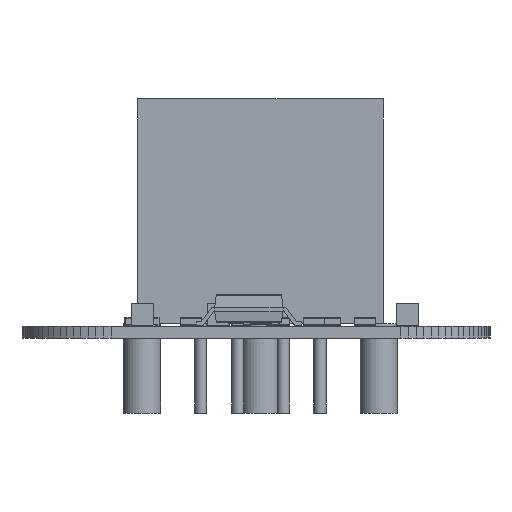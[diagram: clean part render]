
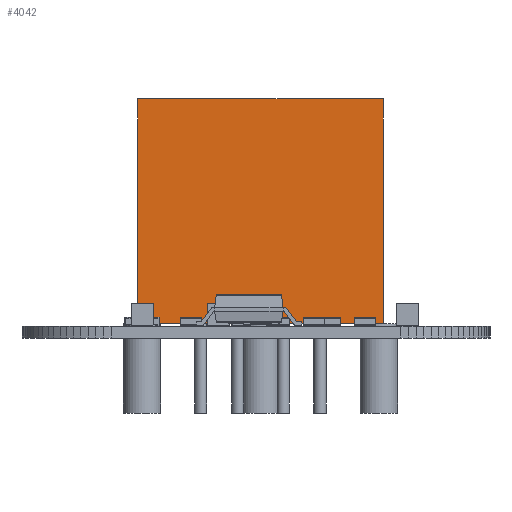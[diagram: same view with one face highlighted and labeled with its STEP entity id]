
A CAD part, front view. The second image highlights one B-rep face of the part: STEP entity #4042.
In plain terms, the highlighted planar face has unit normal (0, -1, 0).
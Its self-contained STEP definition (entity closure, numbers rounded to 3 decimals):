
#4042 = ADVANCED_FACE('',(#4043),#4057,.F.);
#4043 = FACE_BOUND('',#4044,.F.);
#4044 = EDGE_LOOP('',(#4045,#4080,#4108,#4136));
#4045 = ORIENTED_EDGE('',*,*,#4046,.T.);
#4046 = EDGE_CURVE('',#4047,#4049,#4051,.T.);
#4047 = VERTEX_POINT('',#4048);
#4048 = CARTESIAN_POINT('',(-8.3,-4.5,0.1));
#4049 = VERTEX_POINT('',#4050);
#4050 = CARTESIAN_POINT('',(-8.3,-4.5,12.9));
#4051 = SURFACE_CURVE('',#4052,(#4056,#4068),.PCURVE_S1.);
#4052 = LINE('',#4053,#4054);
#4053 = CARTESIAN_POINT('',(-8.3,-4.5,0.1));
#4054 = VECTOR('',#4055,1.);
#4055 = DIRECTION('',(0.,0.,1.));
#4056 = PCURVE('',#4057,#4062);
#4057 = PLANE('',#4058);
#4058 = AXIS2_PLACEMENT_3D('',#4059,#4060,#4061);
#4059 = CARTESIAN_POINT('',(-8.3,-4.5,0.1));
#4060 = DIRECTION('',(0.,1.,0.));
#4061 = DIRECTION('',(1.,0.,0.));
#4062 = DEFINITIONAL_REPRESENTATION('',(#4063),#4067);
#4063 = LINE('',#4064,#4065);
#4064 = CARTESIAN_POINT('',(0.,0.));
#4065 = VECTOR('',#4066,1.);
#4066 = DIRECTION('',(0.,-1.));
#4067 = ( GEOMETRIC_REPRESENTATION_CONTEXT(2) 
PARAMETRIC_REPRESENTATION_CONTEXT() REPRESENTATION_CONTEXT('2D SPACE',''
  ) );
#4068 = PCURVE('',#4069,#4074);
#4069 = PLANE('',#4070);
#4070 = AXIS2_PLACEMENT_3D('',#4071,#4072,#4073);
#4071 = CARTESIAN_POINT('',(-8.3,8.5,0.1));
#4072 = DIRECTION('',(1.,0.,0.));
#4073 = DIRECTION('',(0.,-1.,0.));
#4074 = DEFINITIONAL_REPRESENTATION('',(#4075),#4079);
#4075 = LINE('',#4076,#4077);
#4076 = CARTESIAN_POINT('',(13.,0.));
#4077 = VECTOR('',#4078,1.);
#4078 = DIRECTION('',(0.,-1.));
#4079 = ( GEOMETRIC_REPRESENTATION_CONTEXT(2) 
PARAMETRIC_REPRESENTATION_CONTEXT() REPRESENTATION_CONTEXT('2D SPACE',''
  ) );
#4080 = ORIENTED_EDGE('',*,*,#4081,.T.);
#4081 = EDGE_CURVE('',#4049,#4082,#4084,.T.);
#4082 = VERTEX_POINT('',#4083);
#4083 = CARTESIAN_POINT('',(5.7,-4.5,12.9));
#4084 = SURFACE_CURVE('',#4085,(#4089,#4096),.PCURVE_S1.);
#4085 = LINE('',#4086,#4087);
#4086 = CARTESIAN_POINT('',(-8.3,-4.5,12.9));
#4087 = VECTOR('',#4088,1.);
#4088 = DIRECTION('',(1.,0.,0.));
#4089 = PCURVE('',#4057,#4090);
#4090 = DEFINITIONAL_REPRESENTATION('',(#4091),#4095);
#4091 = LINE('',#4092,#4093);
#4092 = CARTESIAN_POINT('',(0.,-12.8));
#4093 = VECTOR('',#4094,1.);
#4094 = DIRECTION('',(1.,0.));
#4095 = ( GEOMETRIC_REPRESENTATION_CONTEXT(2) 
PARAMETRIC_REPRESENTATION_CONTEXT() REPRESENTATION_CONTEXT('2D SPACE',''
  ) );
#4096 = PCURVE('',#4097,#4102);
#4097 = PLANE('',#4098);
#4098 = AXIS2_PLACEMENT_3D('',#4099,#4100,#4101);
#4099 = CARTESIAN_POINT('',(-1.3,2.,12.9));
#4100 = DIRECTION('',(0.,0.,1.));
#4101 = DIRECTION('',(1.,0.,0.));
#4102 = DEFINITIONAL_REPRESENTATION('',(#4103),#4107);
#4103 = LINE('',#4104,#4105);
#4104 = CARTESIAN_POINT('',(-7.,-6.5));
#4105 = VECTOR('',#4106,1.);
#4106 = DIRECTION('',(1.,0.));
#4107 = ( GEOMETRIC_REPRESENTATION_CONTEXT(2) 
PARAMETRIC_REPRESENTATION_CONTEXT() REPRESENTATION_CONTEXT('2D SPACE',''
  ) );
#4108 = ORIENTED_EDGE('',*,*,#4109,.F.);
#4109 = EDGE_CURVE('',#4110,#4082,#4112,.T.);
#4110 = VERTEX_POINT('',#4111);
#4111 = CARTESIAN_POINT('',(5.7,-4.5,0.1));
#4112 = SURFACE_CURVE('',#4113,(#4117,#4124),.PCURVE_S1.);
#4113 = LINE('',#4114,#4115);
#4114 = CARTESIAN_POINT('',(5.7,-4.5,0.1));
#4115 = VECTOR('',#4116,1.);
#4116 = DIRECTION('',(0.,0.,1.));
#4117 = PCURVE('',#4057,#4118);
#4118 = DEFINITIONAL_REPRESENTATION('',(#4119),#4123);
#4119 = LINE('',#4120,#4121);
#4120 = CARTESIAN_POINT('',(14.,0.));
#4121 = VECTOR('',#4122,1.);
#4122 = DIRECTION('',(0.,-1.));
#4123 = ( GEOMETRIC_REPRESENTATION_CONTEXT(2) 
PARAMETRIC_REPRESENTATION_CONTEXT() REPRESENTATION_CONTEXT('2D SPACE',''
  ) );
#4124 = PCURVE('',#4125,#4130);
#4125 = PLANE('',#4126);
#4126 = AXIS2_PLACEMENT_3D('',#4127,#4128,#4129);
#4127 = CARTESIAN_POINT('',(5.7,-4.5,0.1));
#4128 = DIRECTION('',(-1.,0.,0.));
#4129 = DIRECTION('',(0.,1.,0.));
#4130 = DEFINITIONAL_REPRESENTATION('',(#4131),#4135);
#4131 = LINE('',#4132,#4133);
#4132 = CARTESIAN_POINT('',(0.,0.));
#4133 = VECTOR('',#4134,1.);
#4134 = DIRECTION('',(0.,-1.));
#4135 = ( GEOMETRIC_REPRESENTATION_CONTEXT(2) 
PARAMETRIC_REPRESENTATION_CONTEXT() REPRESENTATION_CONTEXT('2D SPACE',''
  ) );
#4136 = ORIENTED_EDGE('',*,*,#4137,.F.);
#4137 = EDGE_CURVE('',#4047,#4110,#4138,.T.);
#4138 = SURFACE_CURVE('',#4139,(#4143,#4150),.PCURVE_S1.);
#4139 = LINE('',#4140,#4141);
#4140 = CARTESIAN_POINT('',(-8.3,-4.5,0.1));
#4141 = VECTOR('',#4142,1.);
#4142 = DIRECTION('',(1.,0.,0.));
#4143 = PCURVE('',#4057,#4144);
#4144 = DEFINITIONAL_REPRESENTATION('',(#4145),#4149);
#4145 = LINE('',#4146,#4147);
#4146 = CARTESIAN_POINT('',(0.,0.));
#4147 = VECTOR('',#4148,1.);
#4148 = DIRECTION('',(1.,0.));
#4149 = ( GEOMETRIC_REPRESENTATION_CONTEXT(2) 
PARAMETRIC_REPRESENTATION_CONTEXT() REPRESENTATION_CONTEXT('2D SPACE',''
  ) );
#4150 = PCURVE('',#4151,#4156);
#4151 = PLANE('',#4152);
#4152 = AXIS2_PLACEMENT_3D('',#4153,#4154,#4155);
#4153 = CARTESIAN_POINT('',(-1.3,2.,0.1));
#4154 = DIRECTION('',(0.,0.,1.));
#4155 = DIRECTION('',(1.,0.,0.));
#4156 = DEFINITIONAL_REPRESENTATION('',(#4157),#4161);
#4157 = LINE('',#4158,#4159);
#4158 = CARTESIAN_POINT('',(-7.,-6.5));
#4159 = VECTOR('',#4160,1.);
#4160 = DIRECTION('',(1.,0.));
#4161 = ( GEOMETRIC_REPRESENTATION_CONTEXT(2) 
PARAMETRIC_REPRESENTATION_CONTEXT() REPRESENTATION_CONTEXT('2D SPACE',''
  ) );
